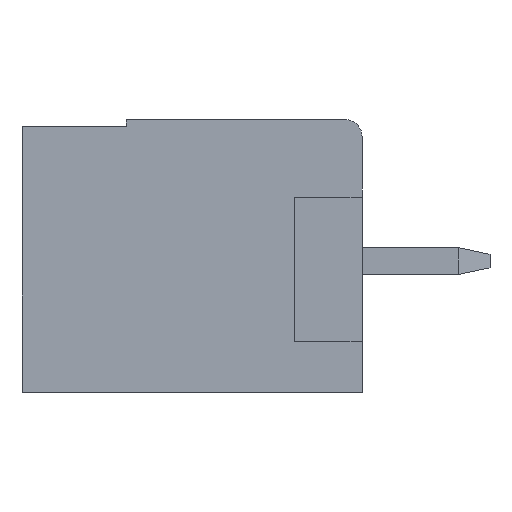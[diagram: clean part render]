
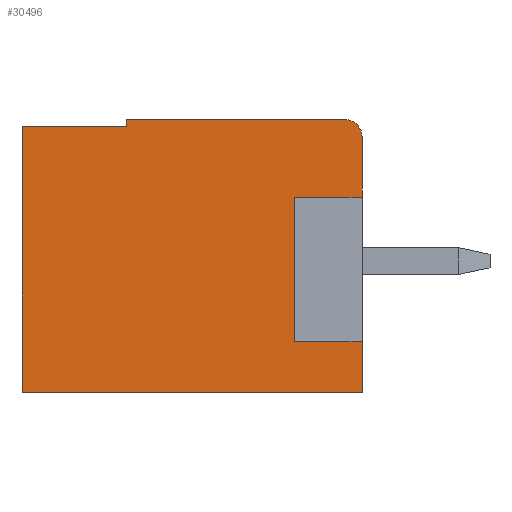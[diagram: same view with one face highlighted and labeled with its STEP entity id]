
A CAD part, left-side view. The second image highlights one B-rep face of the part: STEP entity #30496.
In plain terms, the highlighted planar face has unit normal (-1, 0, 0).
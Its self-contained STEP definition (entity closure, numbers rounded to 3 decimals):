
#686 = VECTOR ( 'NONE', #34549, 1000. ) ;
#918 = CARTESIAN_POINT ( 'NONE',  ( 0., 2., 5.8 ) ) ;
#1103 = DIRECTION ( 'NONE',  ( 0., 0., 1. ) ) ;
#1192 = CARTESIAN_POINT ( 'NONE',  ( 0., 2., 1.5 ) ) ;
#1474 = DIRECTION ( 'NONE',  ( 0., 0., -1. ) ) ;
#2342 = DIRECTION ( 'NONE',  ( 0., 1., 0. ) ) ;
#2749 = CARTESIAN_POINT ( 'NONE',  ( 0., 0., 1.5 ) ) ;
#3287 = CARTESIAN_POINT ( 'NONE',  ( 0., 0., 8.1 ) ) ;
#3348 = FACE_OUTER_BOUND ( 'NONE', #13717, .T. ) ;
#3350 = LINE ( 'NONE', #9273, #4392 ) ;
#3637 = VECTOR ( 'NONE', #19091, 1000. ) ;
#3906 = DIRECTION ( 'NONE',  ( 0., -1., 0. ) ) ;
#3985 = CARTESIAN_POINT ( 'NONE',  ( 0., 10.1, 7.9 ) ) ;
#4042 = AXIS2_PLACEMENT_3D ( 'NONE', #16641, #5772, #25148 ) ;
#4392 = VECTOR ( 'NONE', #3906, 1000. ) ;
#4569 = CARTESIAN_POINT ( 'NONE',  ( 0., 10.1, 8.1 ) ) ;
#5385 = VERTEX_POINT ( 'NONE', #2749 ) ;
#5772 = DIRECTION ( 'NONE',  ( -1., 0., 0. ) ) ;
#5897 = VECTOR ( 'NONE', #1474, 1000. ) ;
#6223 = VERTEX_POINT ( 'NONE', #14468 ) ;
#6309 = ORIENTED_EDGE ( 'NONE', *, *, #22057, .F. ) ;
#6589 = CARTESIAN_POINT ( 'NONE',  ( 0., 7., 7.9 ) ) ;
#6851 = VERTEX_POINT ( 'NONE', #25665 ) ;
#7294 = LINE ( 'NONE', #19062, #15562 ) ;
#8767 = VERTEX_POINT ( 'NONE', #27812 ) ;
#8894 = DIRECTION ( 'NONE',  ( 0., 0., -1. ) ) ;
#8931 = EDGE_CURVE ( 'NONE', #9893, #22033, #7294, .T. ) ;
#9273 = CARTESIAN_POINT ( 'NONE',  ( 0., 10.1, 0. ) ) ;
#9310 = CARTESIAN_POINT ( 'NONE',  ( 0., 10.1, 0. ) ) ;
#9467 = CARTESIAN_POINT ( 'NONE',  ( 0., 10.1, 7.9 ) ) ;
#9492 = EDGE_CURVE ( 'NONE', #31547, #6223, #23565, .T. ) ;
#9620 = EDGE_CURVE ( 'NONE', #22033, #31547, #17636, .T. ) ;
#9893 = VERTEX_POINT ( 'NONE', #9310 ) ;
#10248 = VERTEX_POINT ( 'NONE', #14595 ) ;
#10360 = LINE ( 'NONE', #13292, #18677 ) ;
#10935 = EDGE_CURVE ( 'NONE', #9893, #8767, #3350, .T. ) ;
#11979 = LINE ( 'NONE', #3287, #686 ) ;
#12663 = DIRECTION ( 'NONE',  ( 0., -1., 0. ) ) ;
#13292 = CARTESIAN_POINT ( 'NONE',  ( 0., 0., 1.5 ) ) ;
#13717 = EDGE_LOOP ( 'NONE', ( #32534, #23031, #34045, #27983, #30857, #35345, #15047, #25429, #6309, #23365, #31397 ) ) ;
#14468 = CARTESIAN_POINT ( 'NONE',  ( 0., 7., 8.1 ) ) ;
#14595 = CARTESIAN_POINT ( 'NONE',  ( 0., 0., 5.8 ) ) ;
#14612 = EDGE_CURVE ( 'NONE', #8767, #5385, #29219, .T. ) ;
#15047 = ORIENTED_EDGE ( 'NONE', *, *, #10935, .T. ) ;
#15416 = DIRECTION ( 'NONE',  ( 0., 0., 1. ) ) ;
#15562 = VECTOR ( 'NONE', #15950, 1000. ) ;
#15950 = DIRECTION ( 'NONE',  ( 0., 0., 1. ) ) ;
#16555 = CARTESIAN_POINT ( 'NONE',  ( 0., 0., 5.8 ) ) ;
#16641 = CARTESIAN_POINT ( 'NONE',  ( 0., 0.5, 7.6 ) ) ;
#17256 = CARTESIAN_POINT ( 'NONE',  ( 0., 2., 5.8 ) ) ;
#17301 = CARTESIAN_POINT ( 'NONE',  ( 0., 7., 7.9 ) ) ;
#17636 = LINE ( 'NONE', #3985, #33814 ) ;
#18595 = EDGE_CURVE ( 'NONE', #24904, #31128, #32194, .T. ) ;
#18677 = VECTOR ( 'NONE', #21956, 1000. ) ;
#19062 = CARTESIAN_POINT ( 'NONE',  ( 0., 10.1, 8.1 ) ) ;
#19091 = DIRECTION ( 'NONE',  ( 0., -1., 0. ) ) ;
#21701 = VERTEX_POINT ( 'NONE', #32270 ) ;
#21956 = DIRECTION ( 'NONE',  ( 0., -1., 0. ) ) ;
#22033 = VERTEX_POINT ( 'NONE', #9467 ) ;
#22057 = EDGE_CURVE ( 'NONE', #31128, #5385, #10360, .T. ) ;
#23031 = ORIENTED_EDGE ( 'NONE', *, *, #29679, .T. ) ;
#23096 = CARTESIAN_POINT ( 'NONE',  ( 0., 10.1, 8.1 ) ) ;
#23365 = ORIENTED_EDGE ( 'NONE', *, *, #18595, .F. ) ;
#23565 = LINE ( 'NONE', #6589, #30817 ) ;
#24904 = VERTEX_POINT ( 'NONE', #17256 ) ;
#25148 = DIRECTION ( 'NONE',  ( 0., 0., -1. ) ) ;
#25429 = ORIENTED_EDGE ( 'NONE', *, *, #14612, .T. ) ;
#25665 = CARTESIAN_POINT ( 'NONE',  ( 0., 0., 7.6 ) ) ;
#25884 = CARTESIAN_POINT ( 'NONE',  ( 0., 0., 8.1 ) ) ;
#26708 = VECTOR ( 'NONE', #2342, 1000. ) ;
#27513 = VECTOR ( 'NONE', #1103, 1000. ) ;
#27812 = CARTESIAN_POINT ( 'NONE',  ( 0., 0., 0. ) ) ;
#27983 = ORIENTED_EDGE ( 'NONE', *, *, #9492, .F. ) ;
#28852 = DIRECTION ( 'NONE',  ( 1., 0., 0. ) ) ;
#29219 = LINE ( 'NONE', #25884, #27513 ) ;
#29679 = EDGE_CURVE ( 'NONE', #6851, #21701, #29976, .T. ) ;
#29851 = LINE ( 'NONE', #4569, #3637 ) ;
#29976 = CIRCLE ( 'NONE', #4042, 0.5 ) ;
#30496 = ADVANCED_FACE ( 'NONE', ( #3348 ), #33880, .F. ) ;
#30817 = VECTOR ( 'NONE', #15416, 1000. ) ;
#30857 = ORIENTED_EDGE ( 'NONE', *, *, #9620, .F. ) ;
#31128 = VERTEX_POINT ( 'NONE', #1192 ) ;
#31397 = ORIENTED_EDGE ( 'NONE', *, *, #34221, .F. ) ;
#31547 = VERTEX_POINT ( 'NONE', #17301 ) ;
#32194 = LINE ( 'NONE', #918, #5897 ) ;
#32270 = CARTESIAN_POINT ( 'NONE',  ( 0., 0.5, 8.1 ) ) ;
#32534 = ORIENTED_EDGE ( 'NONE', *, *, #33536, .T. ) ;
#32661 = EDGE_CURVE ( 'NONE', #6223, #21701, #29851, .T. ) ;
#33536 = EDGE_CURVE ( 'NONE', #10248, #6851, #11979, .T. ) ;
#33814 = VECTOR ( 'NONE', #12663, 1000. ) ;
#33880 = PLANE ( 'NONE',  #35384 ) ;
#34045 = ORIENTED_EDGE ( 'NONE', *, *, #32661, .F. ) ;
#34221 = EDGE_CURVE ( 'NONE', #10248, #24904, #36173, .T. ) ;
#34549 = DIRECTION ( 'NONE',  ( 0., 0., 1. ) ) ;
#35345 = ORIENTED_EDGE ( 'NONE', *, *, #8931, .F. ) ;
#35384 = AXIS2_PLACEMENT_3D ( 'NONE', #23096, #28852, #8894 ) ;
#36173 = LINE ( 'NONE', #16555, #26708 ) ;
